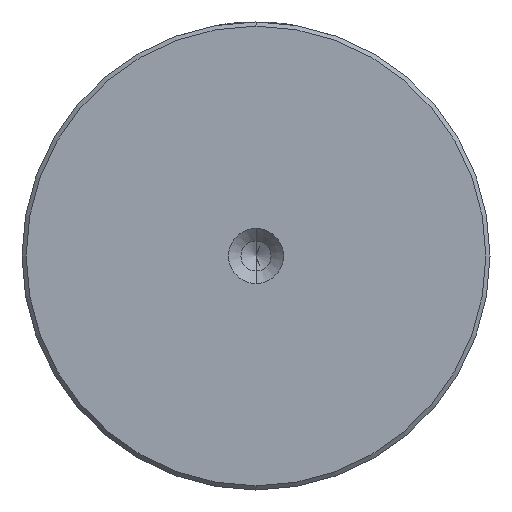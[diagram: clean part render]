
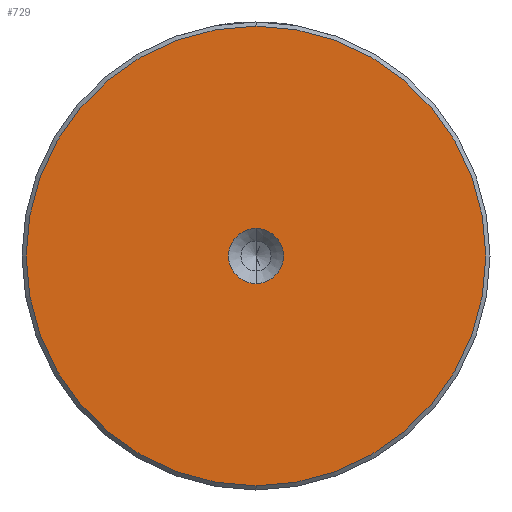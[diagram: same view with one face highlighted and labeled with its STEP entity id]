
A CAD part, left-side view. The second image highlights one B-rep face of the part: STEP entity #729.
In plain terms, the highlighted planar face has unit normal (-1, 0, 0).
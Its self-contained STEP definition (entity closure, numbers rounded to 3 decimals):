
#115 = DIRECTION ( 'NONE',  ( 0., 0., 1. ) ) ;
#121 = DIRECTION ( 'NONE',  ( -1., 0., 0. ) ) ;
#130 = CARTESIAN_POINT ( 'NONE',  ( 0., 0., 0. ) ) ;
#142 = EDGE_CURVE ( 'NONE', #1500, #1721, #1035, .T. ) ;
#194 = AXIS2_PLACEMENT_3D ( 'NONE', #1801, #681, #2001 ) ;
#282 = CIRCLE ( 'NONE', #1705, 3.3 ) ;
#479 = FACE_BOUND ( 'NONE', #2320, .T. ) ;
#508 = CARTESIAN_POINT ( 'NONE',  ( 0., 0., 3.3 ) ) ;
#655 = DIRECTION ( 'NONE',  ( -1., 0., 0. ) ) ;
#681 = DIRECTION ( 'NONE',  ( -1., 0., 0. ) ) ;
#701 = DIRECTION ( 'NONE',  ( -1., 0., 0. ) ) ;
#729 = ADVANCED_FACE ( 'NONE', ( #1874, #479 ), #1861, .T. ) ;
#765 = ORIENTED_EDGE ( 'NONE', *, *, #2420, .T. ) ;
#864 = AXIS2_PLACEMENT_3D ( 'NONE', #1819, #701, #2012 ) ;
#865 = EDGE_CURVE ( 'NONE', #1721, #1500, #282, .T. ) ;
#993 = ORIENTED_EDGE ( 'NONE', *, *, #865, .F. ) ;
#1035 = CIRCLE ( 'NONE', #2367, 3.3 ) ;
#1073 = AXIS2_PLACEMENT_3D ( 'NONE', #1679, #1484, #1312 ) ;
#1312 = DIRECTION ( 'NONE',  ( 0., 0., 1. ) ) ;
#1379 = CARTESIAN_POINT ( 'NONE',  ( 0., 0., -3.3 ) ) ;
#1428 = CARTESIAN_POINT ( 'NONE',  ( 0., 0., 27.5 ) ) ;
#1433 = EDGE_LOOP ( 'NONE', ( #765, #1585 ) ) ;
#1455 = CARTESIAN_POINT ( 'NONE',  ( 0., 0., -27.5 ) ) ;
#1484 = DIRECTION ( 'NONE',  ( -1., 0., 0. ) ) ;
#1500 = VERTEX_POINT ( 'NONE', #1379 ) ;
#1570 = CIRCLE ( 'NONE', #864, 27.5 ) ;
#1585 = ORIENTED_EDGE ( 'NONE', *, *, #2468, .T. ) ;
#1634 = VERTEX_POINT ( 'NONE', #1455 ) ;
#1679 = CARTESIAN_POINT ( 'NONE',  ( 0., 0., 0. ) ) ;
#1705 = AXIS2_PLACEMENT_3D ( 'NONE', #1776, #655, #1970 ) ;
#1721 = VERTEX_POINT ( 'NONE', #508 ) ;
#1776 = CARTESIAN_POINT ( 'NONE',  ( 0., 0., 0. ) ) ;
#1801 = CARTESIAN_POINT ( 'NONE',  ( 0., 0., 0. ) ) ;
#1819 = CARTESIAN_POINT ( 'NONE',  ( 0., 0., 0. ) ) ;
#1861 = PLANE ( 'NONE',  #1073 ) ;
#1874 = FACE_OUTER_BOUND ( 'NONE', #1433, .T. ) ;
#1939 = CIRCLE ( 'NONE', #194, 27.5 ) ;
#1970 = DIRECTION ( 'NONE',  ( 0., 0., 1. ) ) ;
#2001 = DIRECTION ( 'NONE',  ( 0., 0., 1. ) ) ;
#2012 = DIRECTION ( 'NONE',  ( 0., 0., 1. ) ) ;
#2035 = ORIENTED_EDGE ( 'NONE', *, *, #142, .F. ) ;
#2320 = EDGE_LOOP ( 'NONE', ( #993, #2035 ) ) ;
#2367 = AXIS2_PLACEMENT_3D ( 'NONE', #130, #121, #115 ) ;
#2378 = VERTEX_POINT ( 'NONE', #1428 ) ;
#2420 = EDGE_CURVE ( 'NONE', #1634, #2378, #1939, .T. ) ;
#2468 = EDGE_CURVE ( 'NONE', #2378, #1634, #1570, .T. ) ;
